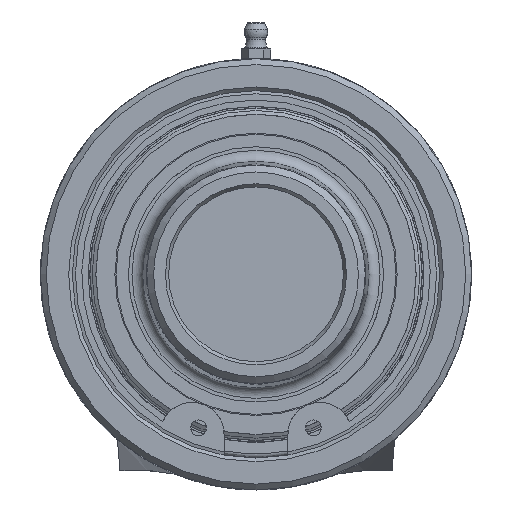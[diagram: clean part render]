
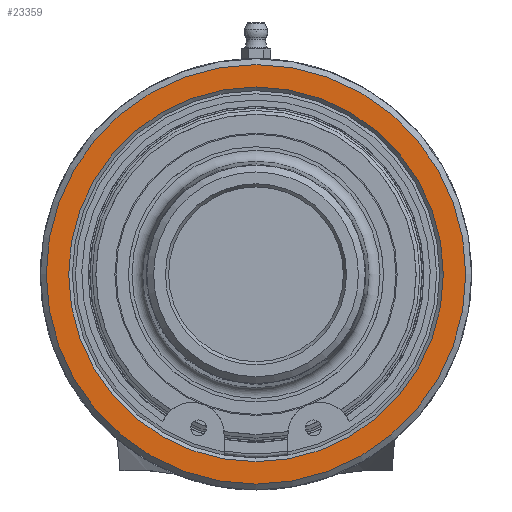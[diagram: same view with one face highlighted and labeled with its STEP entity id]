
A CAD part, left-side view. The second image highlights one B-rep face of the part: STEP entity #23359.
In plain terms, the highlighted planar face has unit normal (-1, 0, 0).
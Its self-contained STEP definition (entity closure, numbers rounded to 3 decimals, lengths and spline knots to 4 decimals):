
#247=FACE_BOUND('',#6743,.T.);
#4041=PLANE('',#24676);
#5306=FACE_OUTER_BOUND('',#6742,.T.);
#6742=EDGE_LOOP('',(#21337));
#6743=EDGE_LOOP('',(#21338));
#8857=CIRCLE('',#24672,2.25);
#8860=CIRCLE('',#24677,2.0094);
#11122=VERTEX_POINT('',#54580);
#11125=VERTEX_POINT('',#54590);
#14550=EDGE_CURVE('',#11122,#11122,#8857,.T.);
#14555=EDGE_CURVE('',#11125,#11125,#8860,.T.);
#21337=ORIENTED_EDGE('',*,*,#14550,.F.);
#21338=ORIENTED_EDGE('',*,*,#14555,.F.);
#23359=ADVANCED_FACE('',(#5306,#247),#4041,.F.);
#24672=AXIS2_PLACEMENT_3D('',#54581,#28514,#28515);
#24676=AXIS2_PLACEMENT_3D('',#54589,#28524,#28525);
#24677=AXIS2_PLACEMENT_3D('',#54591,#28526,#28527);
#28514=DIRECTION('center_axis',(1.,0.,0.));
#28515=DIRECTION('ref_axis',(0.,0.,
1.));
#28524=DIRECTION('center_axis',(1.,0.,0.));
#28525=DIRECTION('ref_axis',(0.,0.,
1.));
#28526=DIRECTION('center_axis',(-1.,0.,0.));
#28527=DIRECTION('ref_axis',(0.,0.,
1.));
#54580=CARTESIAN_POINT('',(2.9154,0.,-2.25));
#54581=CARTESIAN_POINT('Origin',(2.9154,0.,
0.));
#54589=CARTESIAN_POINT('Origin',(2.9154,0.,
-1.314));
#54590=CARTESIAN_POINT('',(2.9154,0.,-2.0094));
#54591=CARTESIAN_POINT('Origin',(2.9154,0.,
0.));
